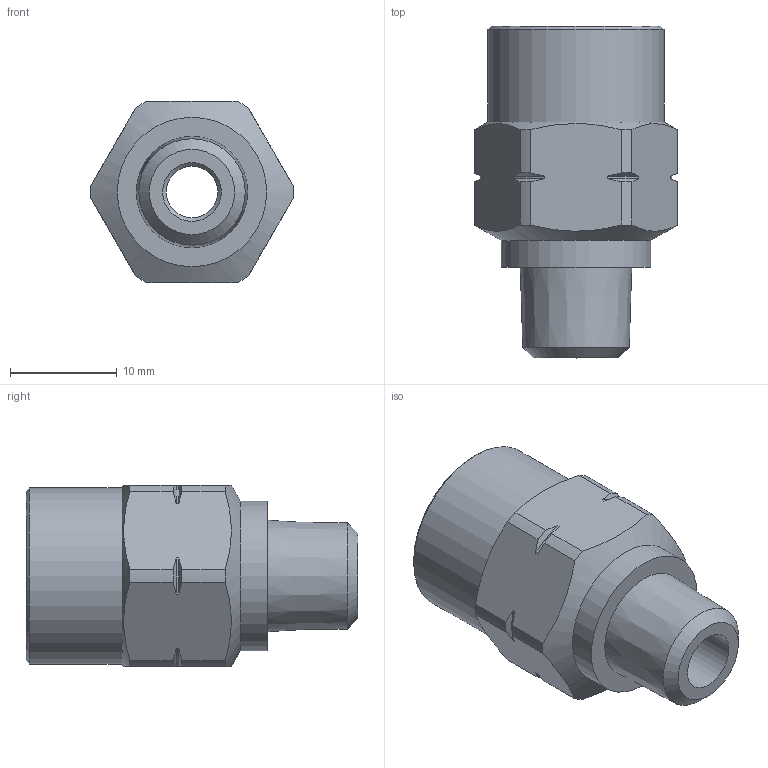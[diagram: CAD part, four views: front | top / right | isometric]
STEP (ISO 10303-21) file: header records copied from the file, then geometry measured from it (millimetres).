
FILE_DESCRIPTION(( 'MAF.11.08.18.stp' ), '1');
FILE_NAME( 'MAF.11.08.18.stp', '2021-02-19T15:28:00',( 'Sopra'),('sopra-pneumatic.com'), 'SwSTEP 2.0','SolidWorks 2009','' );
FILE_SCHEMA( ( 'AUTOMOTIVE_DESIGN { 1 0 10303 214 1 1 1 1 }' ) );
Length unit declared in the file: millimetre
Products named in the file (1): NONE
Bounding box: 19 x 31.1 x 17 mm (x, y, z)
Volume: 4478.6 mm3; surface area: 3145.5 mm2
Topology: 1 solids, 1 shells, 197 faces, 522 edges, 346 vertices
Faces by surface type: plane 75, bspline 72, cylinder 27, cone 21, torus 2
Full cylindrical faces by diameter (mm): 4.85 x1, 5.5 x2, 5.85 x1, 8.15 x2, 14 x2, 16.5 x1
Entity records: 11318 total; most frequent: CARTESIAN_POINT 5450, ORIENTED_EDGE 996, DIRECTION 628, EDGE_CURVE 498, VERTEX_POINT 342, LINE 252, VECTOR 252, EDGE_LOOP 238
